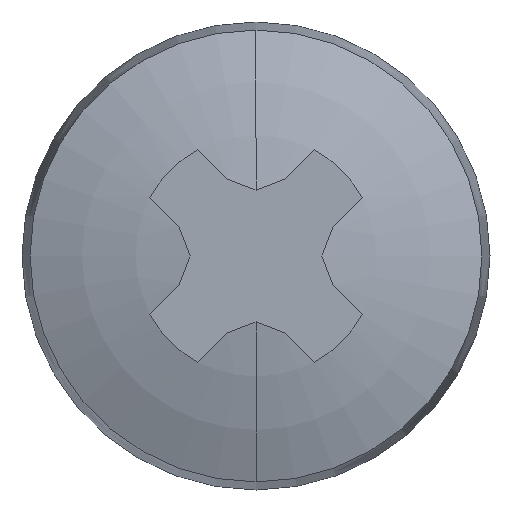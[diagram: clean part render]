
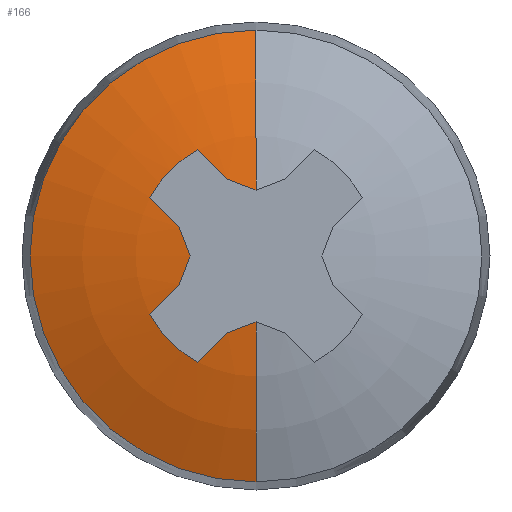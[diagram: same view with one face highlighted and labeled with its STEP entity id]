
A CAD part, left-side view. The second image highlights one B-rep face of the part: STEP entity #166.
In plain terms, the highlighted toroidal (fillet/blend) face has major radius 0.005 mm and minor radius 10.406 mm.
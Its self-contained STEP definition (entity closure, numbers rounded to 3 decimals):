
#3 = DIRECTION ( 'NONE',  ( 0., 0., 1. ) ) ;
#24 = B_SPLINE_CURVE_WITH_KNOTS ( 'NONE', 3,
 ( #65, #326, #707, #960 ),
 .UNSPECIFIED., .F., .F.,
 ( 4, 4 ),
 ( 0., 0.001 ),
 .UNSPECIFIED. ) ;
#33 = FACE_OUTER_BOUND ( 'NONE', #907, .T. ) ;
#40 = AXIS2_PLACEMENT_3D ( 'NONE', #226, #229, #425 ) ;
#55 = CARTESIAN_POINT ( 'NONE',  ( -2.435, 0., 1.169 ) ) ;
#65 = CARTESIAN_POINT ( 'NONE',  ( -2.435, 0., -1.169 ) ) ;
#79 = VERTEX_POINT ( 'NONE', #443 ) ;
#96 = CARTESIAN_POINT ( 'NONE',  ( -2.277, 0., 0. ) ) ;
#107 = EDGE_CURVE ( 'NONE', #79, #759, #895, .T. ) ;
#121 = CARTESIAN_POINT ( 'NONE',  ( -2.399, 0.505, -1.363 ) ) ;
#123 = CARTESIAN_POINT ( 'NONE',  ( -2.427, 0.169, 1.234 ) ) ;
#147 = DIRECTION ( 'NONE',  ( 0., 0., -1. ) ) ;
#153 = EDGE_CURVE ( 'NONE', #423, #1067, #300, .T. ) ;
#160 = ORIENTED_EDGE ( 'NONE', *, *, #340, .T. ) ;
#166 = ADVANCED_FACE ( 'NONE', ( #33 ), #1010, .T. ) ;
#170 = ORIENTED_EDGE ( 'NONE', *, *, #674, .T. ) ;
#177 = CARTESIAN_POINT ( 'NONE',  ( -1.7, 0., -4.006 ) ) ;
#179 = CARTESIAN_POINT ( 'NONE',  ( -2.399, 0.505, 1.363 ) ) ;
#199 = VERTEX_POINT ( 'NONE', #613 ) ;
#210 = CARTESIAN_POINT ( 'NONE',  ( -2.277, 1.881, 1.042 ) ) ;
#217 = EDGE_CURVE ( 'NONE', #874, #239, #233, .T. ) ;
#219 = DIRECTION ( 'NONE',  ( 0., 0., -1. ) ) ;
#226 = CARTESIAN_POINT ( 'NONE',  ( -2.277, 0., 0. ) ) ;
#227 = EDGE_CURVE ( 'NONE', #785, #1223, #24, .T. ) ;
#229 = DIRECTION ( 'NONE',  ( 1., 0., 0. ) ) ;
#233 = B_SPLINE_CURVE_WITH_KNOTS ( 'NONE', 3,
 ( #526, #421, #902, #621 ),
 .UNSPECIFIED., .F., .F.,
 ( 4, 4 ),
 ( 0., 0.001 ),
 .UNSPECIFIED. ) ;
#239 = VERTEX_POINT ( 'NONE', #179 ) ;
#240 = DIRECTION ( 'NONE',  ( 1., 0., 0. ) ) ;
#242 = AXIS2_PLACEMENT_3D ( 'NONE', #364, #656, #3 ) ;
#246 = EDGE_CURVE ( 'NONE', #1223, #944, #796, .T. ) ;
#251 = ORIENTED_EDGE ( 'NONE', *, *, #353, .T. ) ;
#259 = CARTESIAN_POINT ( 'NONE',  ( -2.399, 1.363, 0.505 ) ) ;
#268 = CARTESIAN_POINT ( 'NONE',  ( -2.277, 1.881, 1.042 ) ) ;
#270 = CARTESIAN_POINT ( 'NONE',  ( -2.435, 1.169, 0. ) ) ;
#276 = DIRECTION ( 'NONE',  ( 0., 0., -1. ) ) ;
#277 = CARTESIAN_POINT ( 'NONE',  ( -2.399, 1.363, 0.505 ) ) ;
#300 = CIRCLE ( 'NONE', #457, 4.006 ) ;
#326 = CARTESIAN_POINT ( 'NONE',  ( -2.427, 0.169, -1.234 ) ) ;
#333 = CARTESIAN_POINT ( 'NONE',  ( -2.435, 0., 1.169 ) ) ;
#338 = CARTESIAN_POINT ( 'NONE',  ( -2.399, 0.505, -1.363 ) ) ;
#340 = EDGE_CURVE ( 'NONE', #1034, #1067, #857, .T. ) ;
#353 = EDGE_CURVE ( 'NONE', #759, #382, #361, .T. ) ;
#359 = CARTESIAN_POINT ( 'NONE',  ( -2.427, 1.234, 0.169 ) ) ;
#361 = B_SPLINE_CURVE_WITH_KNOTS ( 'NONE', 3,
 ( #270, #359, #775, #578 ),
 .UNSPECIFIED., .F., .F.,
 ( 4, 4 ),
 ( 0., 0.001 ),
 .UNSPECIFIED. ) ;
#364 = CARTESIAN_POINT ( 'NONE',  ( 7.906, 0., 0.005 ) ) ;
#366 = ORIENTED_EDGE ( 'NONE', *, *, #107, .T. ) ;
#368 = CARTESIAN_POINT ( 'NONE',  ( -2.435, 0., -1.169 ) ) ;
#382 = VERTEX_POINT ( 'NONE', #277 ) ;
#419 = CARTESIAN_POINT ( 'NONE',  ( -2.415, 0.337, 1.298 ) ) ;
#421 = CARTESIAN_POINT ( 'NONE',  ( -2.326, 0.864, 1.709 ) ) ;
#423 = VERTEX_POINT ( 'NONE', #177 ) ;
#425 = DIRECTION ( 'NONE',  ( 0., 0., -1. ) ) ;
#428 = CARTESIAN_POINT ( 'NONE',  ( -2.435, 1.169, 0. ) ) ;
#438 = CARTESIAN_POINT ( 'NONE',  ( -2.427, 1.234, -0.169 ) ) ;
#443 = CARTESIAN_POINT ( 'NONE',  ( -2.399, 1.363, -0.505 ) ) ;
#457 = AXIS2_PLACEMENT_3D ( 'NONE', #700, #240, #806 ) ;
#459 = ORIENTED_EDGE ( 'NONE', *, *, #1135, .T. ) ;
#484 = EDGE_CURVE ( 'NONE', #785, #423, #614, .T. ) ;
#494 = ORIENTED_EDGE ( 'NONE', *, *, #571, .T. ) ;
#526 = CARTESIAN_POINT ( 'NONE',  ( -2.277, 1.042, 1.881 ) ) ;
#559 = CIRCLE ( 'NONE', #40, 2.15 ) ;
#571 = EDGE_CURVE ( 'NONE', #944, #199, #559, .T. ) ;
#576 = CARTESIAN_POINT ( 'NONE',  ( -2.326, 0.864, -1.709 ) ) ;
#578 = CARTESIAN_POINT ( 'NONE',  ( -2.399, 1.363, 0.505 ) ) ;
#586 = AXIS2_PLACEMENT_3D ( 'NONE', #789, #601, #147 ) ;
#588 = DIRECTION ( 'NONE',  ( 0., -1., 0. ) ) ;
#594 = ORIENTED_EDGE ( 'NONE', *, *, #153, .F. ) ;
#601 = DIRECTION ( 'NONE',  ( 1., 0., 0. ) ) ;
#613 = CARTESIAN_POINT ( 'NONE',  ( -2.277, 1.881, -1.042 ) ) ;
#614 = CIRCLE ( 'NONE', #1141, 10.406 ) ;
#621 = CARTESIAN_POINT ( 'NONE',  ( -2.399, 0.505, 1.363 ) ) ;
#634 = CARTESIAN_POINT ( 'NONE',  ( -1.7, 0., 4.006 ) ) ;
#652 = CARTESIAN_POINT ( 'NONE',  ( 7.906, 0., -0.005 ) ) ;
#656 = DIRECTION ( 'NONE',  ( 0., 1., 0. ) ) ;
#674 = EDGE_CURVE ( 'NONE', #382, #774, #1158, .T. ) ;
#685 = CARTESIAN_POINT ( 'NONE',  ( -2.277, 1.042, -1.881 ) ) ;
#700 = CARTESIAN_POINT ( 'NONE',  ( -1.7, 0., 0. ) ) ;
#707 = CARTESIAN_POINT ( 'NONE',  ( -2.415, 0.337, -1.298 ) ) ;
#723 = CIRCLE ( 'NONE', #758, 2.15 ) ;
#755 = DIRECTION ( 'NONE',  ( 1., 0., 0. ) ) ;
#758 = AXIS2_PLACEMENT_3D ( 'NONE', #96, #755, #276 ) ;
#759 = VERTEX_POINT ( 'NONE', #1041 ) ;
#770 = CARTESIAN_POINT ( 'NONE',  ( -2.367, 1.536, -0.685 ) ) ;
#774 = VERTEX_POINT ( 'NONE', #210 ) ;
#775 = CARTESIAN_POINT ( 'NONE',  ( -2.415, 1.298, 0.337 ) ) ;
#785 = VERTEX_POINT ( 'NONE', #368 ) ;
#789 = CARTESIAN_POINT ( 'NONE',  ( 7.906, 0., 0. ) ) ;
#796 = B_SPLINE_CURVE_WITH_KNOTS ( 'NONE', 3,
 ( #121, #1062, #576, #685 ),
 .UNSPECIFIED., .F., .F.,
 ( 4, 4 ),
 ( 0., 0.001 ),
 .UNSPECIFIED. ) ;
#806 = DIRECTION ( 'NONE',  ( 0., 0., -1. ) ) ;
#814 = CARTESIAN_POINT ( 'NONE',  ( -2.415, 1.298, -0.337 ) ) ;
#846 = B_SPLINE_CURVE_WITH_KNOTS ( 'NONE', 3,
 ( #1147, #1152, #770, #957 ),
 .UNSPECIFIED., .F., .F.,
 ( 4, 4 ),
 ( 0., 0.001 ),
 .UNSPECIFIED. ) ;
#849 = CARTESIAN_POINT ( 'NONE',  ( -2.277, 1.042, -1.881 ) ) ;
#857 = CIRCLE ( 'NONE', #242, 10.406 ) ;
#870 = ORIENTED_EDGE ( 'NONE', *, *, #217, .T. ) ;
#874 = VERTEX_POINT ( 'NONE', #1219 ) ;
#895 = B_SPLINE_CURVE_WITH_KNOTS ( 'NONE', 3,
 ( #912, #814, #438, #428 ),
 .UNSPECIFIED., .F., .F.,
 ( 4, 4 ),
 ( 0., 0.001 ),
 .UNSPECIFIED. ) ;
#902 = CARTESIAN_POINT ( 'NONE',  ( -2.367, 0.685, 1.536 ) ) ;
#907 = EDGE_LOOP ( 'NONE', ( #459, #160, #594, #996, #1185, #1207, #494, #1104, #366, #251, #170, #1157, #870 ) ) ;
#912 = CARTESIAN_POINT ( 'NONE',  ( -2.399, 1.363, -0.505 ) ) ;
#944 = VERTEX_POINT ( 'NONE', #849 ) ;
#957 = CARTESIAN_POINT ( 'NONE',  ( -2.399, 1.363, -0.505 ) ) ;
#958 = EDGE_CURVE ( 'NONE', #199, #79, #846, .T. ) ;
#960 = CARTESIAN_POINT ( 'NONE',  ( -2.399, 0.505, -1.363 ) ) ;
#996 = ORIENTED_EDGE ( 'NONE', *, *, #484, .F. ) ;
#999 = EDGE_CURVE ( 'NONE', #774, #874, #723, .T. ) ;
#1010 = TOROIDAL_SURFACE ( 'NONE', #586, 0.005, 10.406 ) ;
#1028 = CARTESIAN_POINT ( 'NONE',  ( -2.367, 1.536, 0.685 ) ) ;
#1034 = VERTEX_POINT ( 'NONE', #333 ) ;
#1037 = CARTESIAN_POINT ( 'NONE',  ( -2.326, 1.709, 0.864 ) ) ;
#1041 = CARTESIAN_POINT ( 'NONE',  ( -2.435, 1.169, 0. ) ) ;
#1062 = CARTESIAN_POINT ( 'NONE',  ( -2.367, 0.685, -1.536 ) ) ;
#1064 = B_SPLINE_CURVE_WITH_KNOTS ( 'NONE', 3,
 ( #1095, #419, #123, #55 ),
 .UNSPECIFIED., .F., .F.,
 ( 4, 4 ),
 ( 0., 0.001 ),
 .UNSPECIFIED. ) ;
#1067 = VERTEX_POINT ( 'NONE', #634 ) ;
#1095 = CARTESIAN_POINT ( 'NONE',  ( -2.399, 0.505, 1.363 ) ) ;
#1104 = ORIENTED_EDGE ( 'NONE', *, *, #958, .T. ) ;
#1135 = EDGE_CURVE ( 'NONE', #239, #1034, #1064, .T. ) ;
#1141 = AXIS2_PLACEMENT_3D ( 'NONE', #652, #588, #219 ) ;
#1147 = CARTESIAN_POINT ( 'NONE',  ( -2.277, 1.881, -1.042 ) ) ;
#1152 = CARTESIAN_POINT ( 'NONE',  ( -2.326, 1.709, -0.864 ) ) ;
#1157 = ORIENTED_EDGE ( 'NONE', *, *, #999, .T. ) ;
#1158 = B_SPLINE_CURVE_WITH_KNOTS ( 'NONE', 3,
 ( #259, #1028, #1037, #268 ),
 .UNSPECIFIED., .F., .F.,
 ( 4, 4 ),
 ( 0., 0.001 ),
 .UNSPECIFIED. ) ;
#1185 = ORIENTED_EDGE ( 'NONE', *, *, #227, .T. ) ;
#1207 = ORIENTED_EDGE ( 'NONE', *, *, #246, .T. ) ;
#1219 = CARTESIAN_POINT ( 'NONE',  ( -2.277, 1.042, 1.881 ) ) ;
#1223 = VERTEX_POINT ( 'NONE', #338 ) ;
